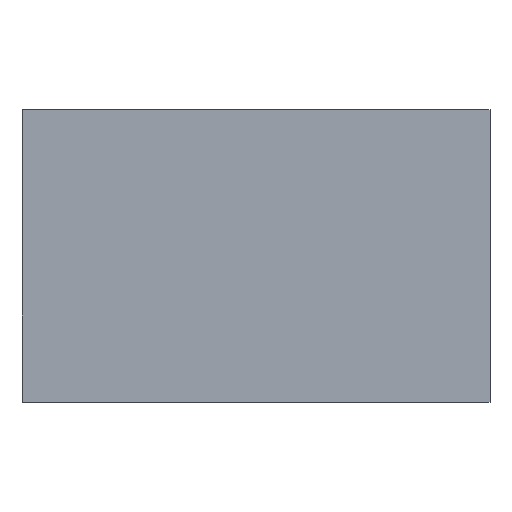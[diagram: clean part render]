
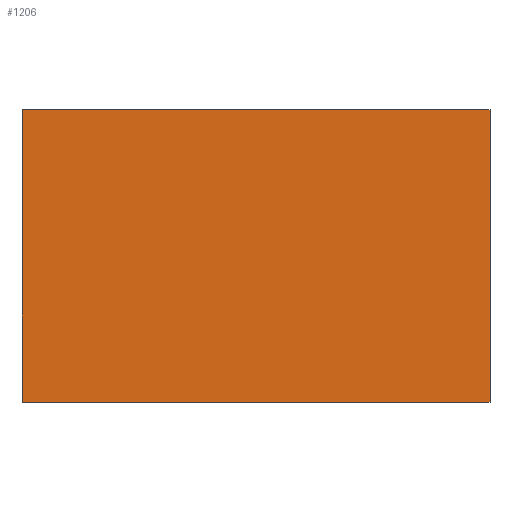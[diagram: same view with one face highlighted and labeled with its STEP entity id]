
A CAD part, top view. The second image highlights one B-rep face of the part: STEP entity #1206.
In plain terms, the highlighted planar face has unit normal (0, 0, 1).
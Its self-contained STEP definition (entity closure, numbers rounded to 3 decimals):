
#107=FACE_OUTER_BOUND('',#174,.T.);
#174=EDGE_LOOP('',(#1092,#1093,#1094,#1095));
#340=LINE('',#2155,#469);
#342=LINE('',#2159,#471);
#344=LINE('',#2163,#473);
#346=LINE('',#2166,#475);
#469=VECTOR('',#1468,10.);
#471=VECTOR('',#1472,10.);
#473=VECTOR('',#1476,10.);
#475=VECTOR('',#1480,10.);
#586=VERTEX_POINT('',#2152);
#587=VERTEX_POINT('',#2154);
#588=VERTEX_POINT('',#2158);
#589=VERTEX_POINT('',#2162);
#754=EDGE_CURVE('',#586,#587,#340,.T.);
#756=EDGE_CURVE('',#587,#588,#342,.T.);
#758=EDGE_CURVE('',#588,#589,#344,.T.);
#760=EDGE_CURVE('',#589,#586,#346,.T.);
#1092=ORIENTED_EDGE('',*,*,#754,.F.);
#1093=ORIENTED_EDGE('',*,*,#760,.F.);
#1094=ORIENTED_EDGE('',*,*,#758,.F.);
#1095=ORIENTED_EDGE('',*,*,#756,.F.);
#1143=PLANE('',#1268);
#1206=ADVANCED_FACE('',(#107),#1143,.T.);
#1268=AXIS2_PLACEMENT_3D('',#2167,#1481,#1482);
#1468=DIRECTION('',(0.,-1.,0.));
#1472=DIRECTION('',(-1.,0.,0.));
#1476=DIRECTION('',(0.,1.,0.));
#1480=DIRECTION('',(1.,0.,0.));
#1481=DIRECTION('center_axis',(0.,0.,1.));
#1482=DIRECTION('ref_axis',(1.,0.,0.));
#2152=CARTESIAN_POINT('',(1.,0.625,0.5));
#2154=CARTESIAN_POINT('',(1.,-0.625,0.5));
#2155=CARTESIAN_POINT('',(1.,0.625,0.5));
#2158=CARTESIAN_POINT('',(-1.,-0.625,0.5));
#2159=CARTESIAN_POINT('',(1.,-0.625,0.5));
#2162=CARTESIAN_POINT('',(-1.,0.625,0.5));
#2163=CARTESIAN_POINT('',(-1.,-0.625,0.5));
#2166=CARTESIAN_POINT('',(-1.,0.625,0.5));
#2167=CARTESIAN_POINT('Origin',(0.,0.,0.5));
